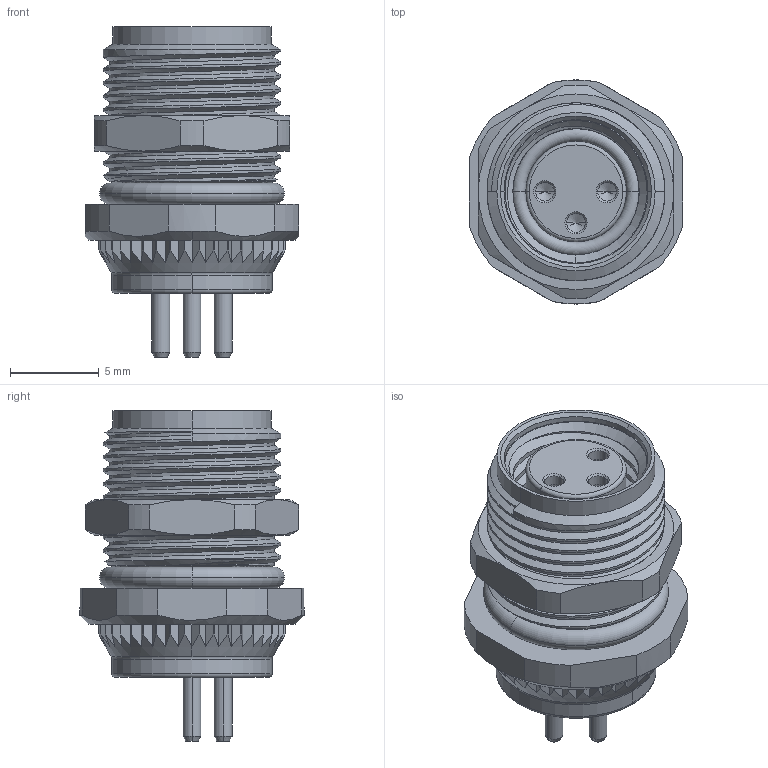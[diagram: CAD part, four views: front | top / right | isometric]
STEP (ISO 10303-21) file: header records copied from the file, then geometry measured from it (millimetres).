
FILE_DESCRIPTION((''),'2;1');
FILE_NAME('3P-K13333_3A','2025-09-08T',('gongcheng16'),(''),'PRO/ENGINEER BY PARAMETRIC TECHNOLOGY CORPORATION, 2010280','PRO/ENGINEER BY PARAMETRIC TECHNOLOGY CORPORATION, 2010280','');
FILE_SCHEMA(('CONFIG_CONTROL_DESIGN'));
Products named in the file (1): 3P-K13333_3A
Bounding box: 12 x 12.6 x 18.6 mm (x, y, z)
Volume: 253.8 mm3; surface area: 10139.7 mm2
Topology: 1 solids, 72 shells, 1634 faces, 5606 edges, 3888 vertices
Faces by surface type: plane 698, cylinder 486, cone 267, bspline 105, torus 78
Entity records: 101333 total; most frequent: CARTESIAN_POINT 55499, ORIENTED_EDGE 9408, DIRECTION 8902, EDGE_CURVE 5600, VERTEX_POINT 3888, AXIS2_PLACEMENT_3D 3296, VECTOR 2310, LINE 2310
